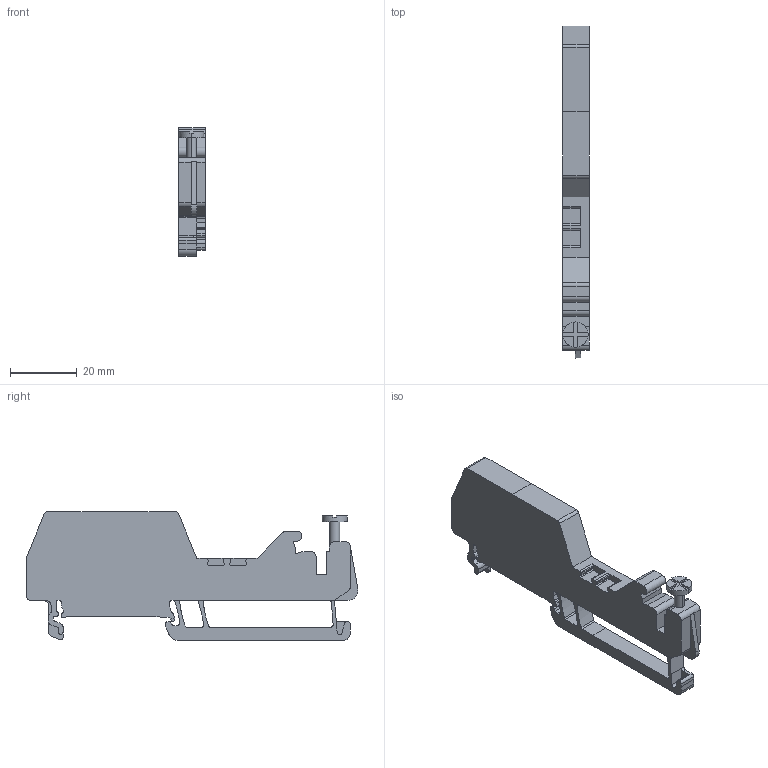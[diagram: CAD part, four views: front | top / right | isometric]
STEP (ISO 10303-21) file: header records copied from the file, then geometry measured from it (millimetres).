
FILE_DESCRIPTION(('CATIA V5R24 STEP','CAx-IF Rec.Pracs.--- Model Styling and Organization---1.2---2011-12-15'),'2;1');
FILE_NAME ('333879_1', '2018-07-19T13:08:47+00:00', ('Weidmueller Interface'), ('Weidmueller'), 'CATIA Version 5-6 Release 2014 SP4 HF52', 'CATIA V5 STEP AP214', 'none');
FILE_SCHEMA(('AUTOMOTIVE_DESIGN { 1 0 10303 214 1 1 1 1 }'));
Length unit declared in the file: millimetre
Products named in the file (1): 1080100000
Bounding box: 8 x 99.13 x 38.35 mm (x, y, z)
Volume: 18200.7 mm3; surface area: 8505.9 mm2
Topology: 2 solids, 2 shells, 226 faces, 652 edges, 428 vertices
Faces by surface type: plane 137, cylinder 87, cone 2
Entity records: 7332 total; most frequent: CARTESIAN_POINT 1306, ORIENTED_EDGE 1304, DIRECTION 1030, EDGE_CURVE 652, VECTOR 455, LINE 455, VERTEX_POINT 428, AXIS2_PLACEMENT_3D 383
